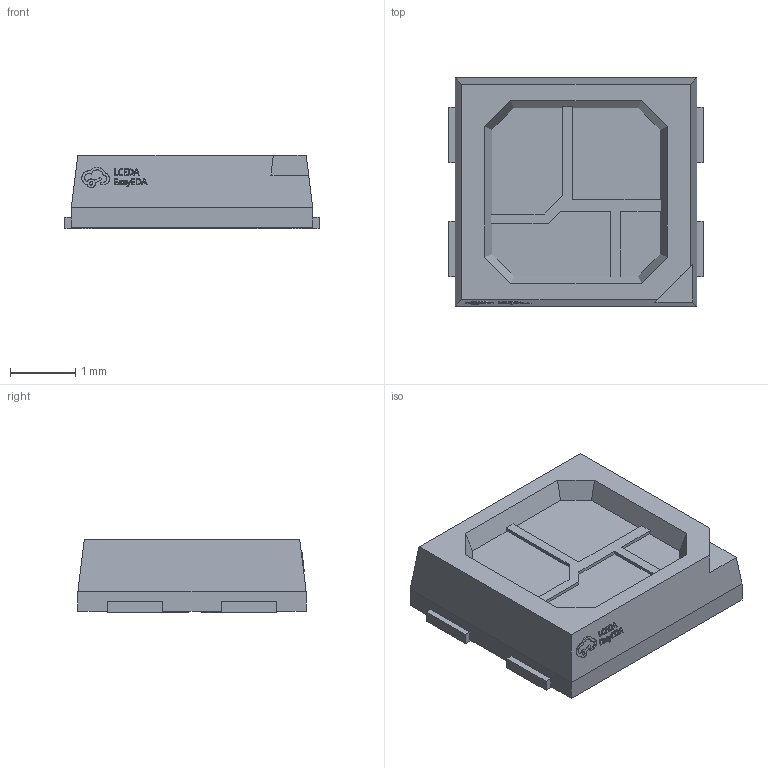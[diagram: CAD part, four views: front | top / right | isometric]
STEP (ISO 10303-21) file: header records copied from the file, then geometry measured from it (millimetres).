
FILE_DESCRIPTION(('CAx-IF Rec.Pracs.---Model Styling and Organization---1.5---2016-08-15','CAx-IF Rec.Pracs.---Geometric and Assembly Validation Properties---4.4---2016-08-17','CAx-IF Rec.Pracs.---User Defined Attributes---1.5---2016-08-15','CAx-IF Rec.Pracs.---External References---2.1---2005-01-19'),'2;1');
FILE_NAME('WS2812B-MINI-X2.stp','2025-06-10T13:04:32',('Unspecified'),('Unspecified'),'CAD Exchanger 3.11.0 (cadexchanger.com)','Unspecified','');
FILE_SCHEMA(('AUTOMOTIVE_DESIGN { 1 0 10303 214 1 1 1 1 }'));
Length unit declared in the file: millimetre
Products named in the file (4): PCBModel; 1y1G-LED1; LED-SMD_4P-L3.5-W3.5-TL_WS2812B-1; SOLID
Assembly tree (3 placements, depth 4):
  PCBModel
    1y1G-LED1
      LED-SMD_4P-L3.5-W3.5-TL_WS2812B-1
        SOLID
Bounding box: 3.9 x 3.5 x 1.12 mm (x, y, z)
Volume: 11.8 mm3; surface area: 43.9 mm2
Topology: 1 solids, 1 shells, 309 faces, 857 edges, 570 vertices
Faces by surface type: plane 199, bspline 98, cylinder 12
Entity records: 12565 total; most frequent: CARTESIAN_POINT 3044, ORIENTED_EDGE 1714, DIRECTION 1107, EDGE_CURVE 857, LINE 633, VECTOR 633, VERTEX_POINT 570, FACE_BOUND 329
